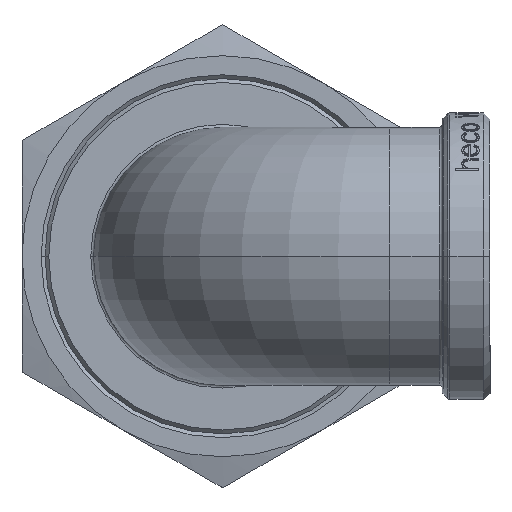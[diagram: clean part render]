
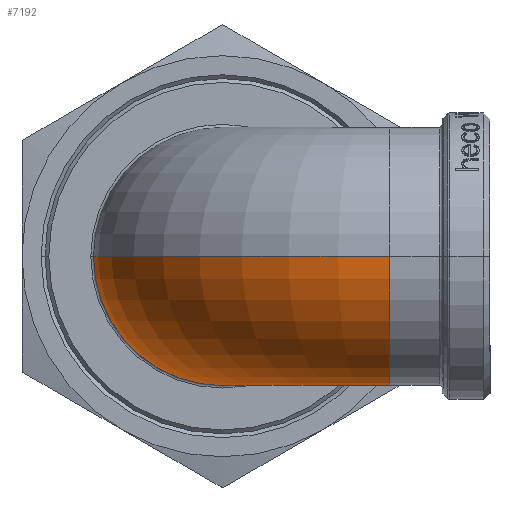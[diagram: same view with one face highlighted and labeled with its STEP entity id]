
A CAD part, left-side view. The second image highlights one B-rep face of the part: STEP entity #7192.
In plain terms, the highlighted toroidal (fillet/blend) face has major radius 17.5 mm and minor radius 13.5 mm.
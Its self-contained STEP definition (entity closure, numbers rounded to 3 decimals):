
#149 = CARTESIAN_POINT ( 'NONE',  ( 0., 10.5, 0. ) ) ;
#501 = TOROIDAL_SURFACE ( 'NONE', #7406, 17.5, 13.5 ) ;
#545 = CARTESIAN_POINT ( 'NONE',  ( 17.5, 10.5, 0. ) ) ;
#821 = CARTESIAN_POINT ( 'NONE',  ( 17.5, 10.5, 0. ) ) ;
#1545 = EDGE_CURVE ( 'NONE', #19323, #14861, #20310, .T. ) ;
#4091 = EDGE_CURVE ( 'NONE', #14861, #14109, #16788, .T. ) ;
#4995 = ORIENTED_EDGE ( 'NONE', *, *, #8347, .F. ) ;
#5467 = DIRECTION ( 'NONE',  ( 1., 0., 0. ) ) ;
#5805 = ORIENTED_EDGE ( 'NONE', *, *, #5917, .F. ) ;
#5917 = EDGE_CURVE ( 'NONE', #8546, #19323, #8649, .T. ) ;
#6254 = CARTESIAN_POINT ( 'NONE',  ( 17.5, 10.5, 0. ) ) ;
#6399 = DIRECTION ( 'NONE',  ( -1., 0., 0. ) ) ;
#6844 = CARTESIAN_POINT ( 'NONE',  ( 13.5, 10.5, 0. ) ) ;
#6865 = FACE_OUTER_BOUND ( 'NONE', #10875, .T. ) ;
#7059 = DIRECTION ( 'NONE',  ( 0., 1., 0. ) ) ;
#7192 = ADVANCED_FACE ( 'NONE', ( #6865 ), #501, .T. ) ;
#7326 = AXIS2_PLACEMENT_3D ( 'NONE', #821, #11810, #7059 ) ;
#7406 = AXIS2_PLACEMENT_3D ( 'NONE', #545, #8558, #13185 ) ;
#7873 = CIRCLE ( 'NONE', #12106, 31. ) ;
#7889 = DIRECTION ( 'NONE',  ( 0., -1., 0. ) ) ;
#8347 = EDGE_CURVE ( 'NONE', #14109, #11761, #20437, .T. ) ;
#8546 = VERTEX_POINT ( 'NONE', #17359 ) ;
#8558 = DIRECTION ( 'NONE',  ( 0., 0., -1. ) ) ;
#8629 = CARTESIAN_POINT ( 'NONE',  ( 17.5, 28., -13.5 ) ) ;
#8649 = CIRCLE ( 'NONE', #14029, 13.5 ) ;
#9184 = DIRECTION ( 'NONE',  ( 0., 1., 0. ) ) ;
#9748 = CARTESIAN_POINT ( 'NONE',  ( 17.5, 14.5, 0. ) ) ;
#10697 = DIRECTION ( 'NONE',  ( 0., 0., -1. ) ) ;
#10875 = EDGE_LOOP ( 'NONE', ( #5805, #15193, #4995, #19868, #15229 ) ) ;
#11167 = DIRECTION ( 'NONE',  ( 0., 1., 0. ) ) ;
#11761 = VERTEX_POINT ( 'NONE', #18110 ) ;
#11810 = DIRECTION ( 'NONE',  ( 0., 0., -1. ) ) ;
#12106 = AXIS2_PLACEMENT_3D ( 'NONE', #6254, #10697, #9184 ) ;
#13185 = DIRECTION ( 'NONE',  ( 0., 1., 0. ) ) ;
#13993 = AXIS2_PLACEMENT_3D ( 'NONE', #14878, #5467, #16478 ) ;
#14029 = AXIS2_PLACEMENT_3D ( 'NONE', #149, #7889, #6399 ) ;
#14109 = VERTEX_POINT ( 'NONE', #8629 ) ;
#14560 = AXIS2_PLACEMENT_3D ( 'NONE', #18980, #19180, #11167 ) ;
#14861 = VERTEX_POINT ( 'NONE', #9748 ) ;
#14878 = CARTESIAN_POINT ( 'NONE',  ( 17.5, 28., 0. ) ) ;
#15193 = ORIENTED_EDGE ( 'NONE', *, *, #16544, .T. ) ;
#15229 = ORIENTED_EDGE ( 'NONE', *, *, #1545, .F. ) ;
#16478 = DIRECTION ( 'NONE',  ( 0., 1., 0. ) ) ;
#16544 = EDGE_CURVE ( 'NONE', #8546, #11761, #7873, .T. ) ;
#16788 = CIRCLE ( 'NONE', #13993, 13.5 ) ;
#17359 = CARTESIAN_POINT ( 'NONE',  ( -13.5, 10.5, 0. ) ) ;
#18110 = CARTESIAN_POINT ( 'NONE',  ( 17.5, 41.5, 0. ) ) ;
#18980 = CARTESIAN_POINT ( 'NONE',  ( 17.5, 28., 0. ) ) ;
#19180 = DIRECTION ( 'NONE',  ( 1., 0., 0. ) ) ;
#19323 = VERTEX_POINT ( 'NONE', #6844 ) ;
#19868 = ORIENTED_EDGE ( 'NONE', *, *, #4091, .F. ) ;
#20310 = CIRCLE ( 'NONE', #7326, 4. ) ;
#20437 = CIRCLE ( 'NONE', #14560, 13.5 ) ;
